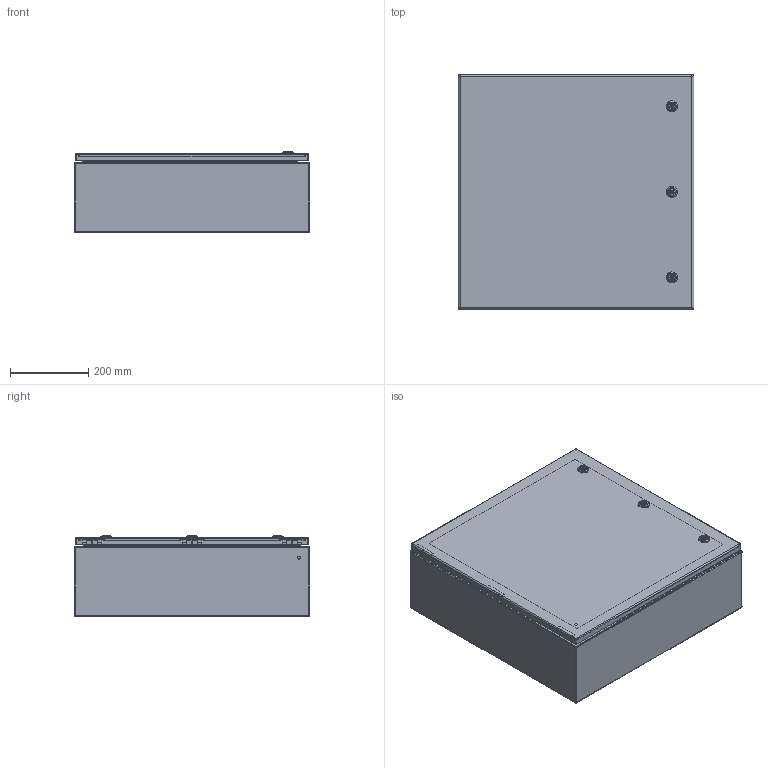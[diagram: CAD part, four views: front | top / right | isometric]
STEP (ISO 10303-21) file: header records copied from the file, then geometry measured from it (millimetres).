
FILE_DESCRIPTION(('CATIA V5 STEP Exchange','CAx-IF Rec.Pracs.--- Model Styling and Organization---1.5--- 2016-08-15','CAx-IF Rec.Pracs.---Supplemental Geometry---1.0---2011-11-01','CAx-IF Rec.Pracs.--- Composite Materials ---1.1---2010-07-15'),'2;1');
FILE_NAME ('2017061-2_1', '2024-11-25T08:43:11+00:00', ('none'), ('Weidmueller'), 'CATIA Version 5-6 Release 2022 SP4 HF5', 'CATIA V5 STEP AP214 v3', 'none');
FILE_SCHEMA(('AUTOMOTIVE_DESIGN { 1 0 10303 214 1 1 1 1 }'));
Products named in the file (1): ZUB_QL_KEBi_606020_0GP
Bounding box: 600 x 600 x 205 mm (x, y, z)
Volume: 2293968.8 mm3; surface area: 2565118.8 mm2
Topology: 1 solids, 10 shells, 2029 faces, 5461 edges, 3493 vertices
Faces by surface type: plane 908, cylinder 594, bspline 208, cone 163, torus 132, sphere 24
Entity records: 69597 total; most frequent: CARTESIAN_POINT 26188, ORIENTED_EDGE 10838, DIRECTION 6074, EDGE_CURVE 5419, VERTEX_POINT 3493, AXIS2_PLACEMENT_3D 2483, VECTOR 2443, LINE 2443
